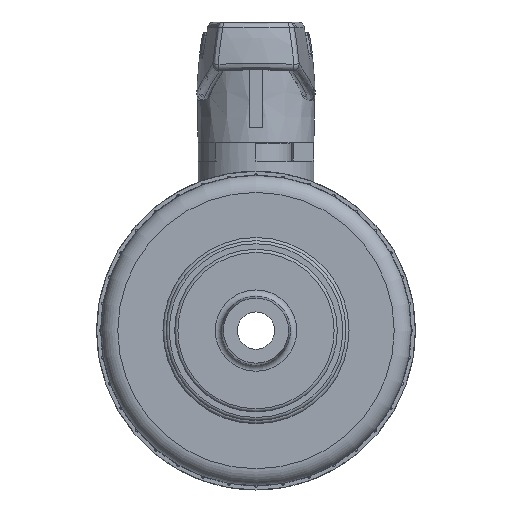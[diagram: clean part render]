
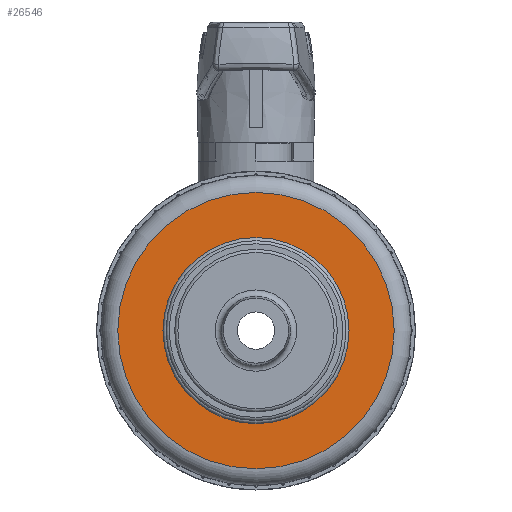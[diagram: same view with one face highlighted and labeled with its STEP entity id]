
A CAD part, left-side view. The second image highlights one B-rep face of the part: STEP entity #26546.
In plain terms, the highlighted planar face has unit normal (-1, 0, 0).
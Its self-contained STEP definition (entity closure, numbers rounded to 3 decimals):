
#1932=FACE_BOUND('',#4638,.T.);
#2198=PLANE('',#28680);
#3068=FACE_OUTER_BOUND('',#4637,.T.);
#4637=EDGE_LOOP('',(#19836));
#4638=EDGE_LOOP('',(#19837));
#10312=CIRCLE('',#28681,22.277);
#10313=CIRCLE('',#28682,15.);
#11609=VERTEX_POINT('',#46509);
#11610=VERTEX_POINT('',#46511);
#14714=EDGE_CURVE('',#11609,#11609,#10312,.T.);
#14715=EDGE_CURVE('',#11610,#11610,#10313,.T.);
#19836=ORIENTED_EDGE('',*,*,#14714,.T.);
#19837=ORIENTED_EDGE('',*,*,#14715,.T.);
#26546=ADVANCED_FACE('',(#3068,#1932),#2198,.F.);
#28680=AXIS2_PLACEMENT_3D('',#46508,#32344,#32345);
#28681=AXIS2_PLACEMENT_3D('',#46510,#32346,#32347);
#28682=AXIS2_PLACEMENT_3D('',#46512,#32348,#32349);
#32344=DIRECTION('center_axis',(1.,0.,0.));
#32345=DIRECTION('ref_axis',(0.,0.,
1.));
#32346=DIRECTION('center_axis',(-1.,0.,0.));
#32347=DIRECTION('ref_axis',(0.,0.,
1.));
#32348=DIRECTION('center_axis',(1.,0.,0.));
#32349=DIRECTION('ref_axis',(0.,0.,
1.));
#46508=CARTESIAN_POINT('Origin',(-28.607,0.,27.505));
#46509=CARTESIAN_POINT('',(-28.607,0.,-19.782));
#46510=CARTESIAN_POINT('Origin',(-28.607,0.,2.495));
#46511=CARTESIAN_POINT('',(-28.607,-15.,2.495));
#46512=CARTESIAN_POINT('Origin',(-28.607,0.,2.495));
